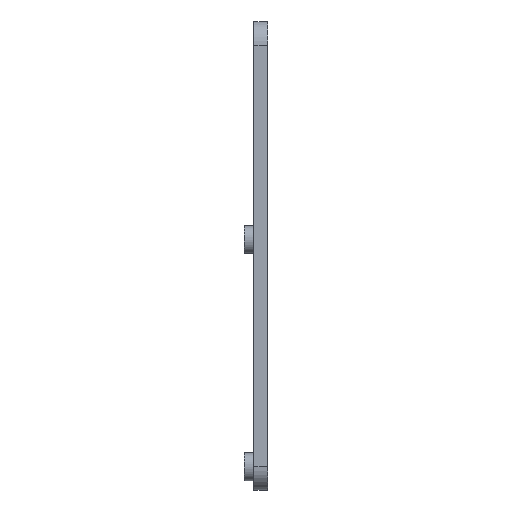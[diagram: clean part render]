
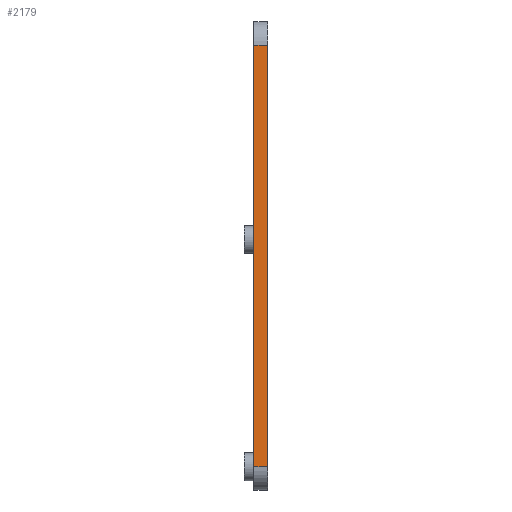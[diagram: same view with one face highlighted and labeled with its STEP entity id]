
A CAD part, left-side view. The second image highlights one B-rep face of the part: STEP entity #2179.
In plain terms, the highlighted planar face has unit normal (-1, 0, 0).
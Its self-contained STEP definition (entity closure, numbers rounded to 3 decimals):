
#10 = ORIENTED_EDGE ( 'NONE', *, *, #1616, .F. ) ;
#38 = LINE ( 'NONE', #1100, #784 ) ;
#144 = CARTESIAN_POINT ( 'NONE',  ( -71., 3., -45.5 ) ) ;
#159 = VERTEX_POINT ( 'NONE', #994 ) ;
#283 = EDGE_CURVE ( 'NONE', #1849, #1171, #1548, .T. ) ;
#392 = CARTESIAN_POINT ( 'NONE',  ( -71., 0., -45.5 ) ) ;
#403 = AXIS2_PLACEMENT_3D ( 'NONE', #1532, #1218, #815 ) ;
#546 = LINE ( 'NONE', #2014, #759 ) ;
#660 = DIRECTION ( 'NONE',  ( 0., 0., 1. ) ) ;
#704 = DIRECTION ( 'NONE',  ( 0., -1., 0. ) ) ;
#759 = VECTOR ( 'NONE', #1463, 1000. ) ;
#784 = VECTOR ( 'NONE', #704, 1000. ) ;
#815 = DIRECTION ( 'NONE',  ( 0., 0., -1. ) ) ;
#868 = DIRECTION ( 'NONE',  ( 0., 0., 1. ) ) ;
#908 = VERTEX_POINT ( 'NONE', #1862 ) ;
#994 = CARTESIAN_POINT ( 'NONE',  ( -71., 3., 45.5 ) ) ;
#1100 = CARTESIAN_POINT ( 'NONE',  ( -71., 3., -45.5 ) ) ;
#1171 = VERTEX_POINT ( 'NONE', #1751 ) ;
#1188 = PLANE ( 'NONE',  #403 ) ;
#1197 = VECTOR ( 'NONE', #868, 1000. ) ;
#1206 = LINE ( 'NONE', #144, #1197 ) ;
#1218 = DIRECTION ( 'NONE',  ( 1., 0., 0. ) ) ;
#1374 = FACE_OUTER_BOUND ( 'NONE', #1880, .T. ) ;
#1412 = EDGE_CURVE ( 'NONE', #908, #1849, #38, .T. ) ;
#1463 = DIRECTION ( 'NONE',  ( 0., -1., 0. ) ) ;
#1532 = CARTESIAN_POINT ( 'NONE',  ( -71., 3., -45.5 ) ) ;
#1548 = LINE ( 'NONE', #2275, #1957 ) ;
#1616 = EDGE_CURVE ( 'NONE', #908, #159, #1206, .T. ) ;
#1628 = ORIENTED_EDGE ( 'NONE', *, *, #283, .T. ) ;
#1751 = CARTESIAN_POINT ( 'NONE',  ( -71., 0., 45.5 ) ) ;
#1849 = VERTEX_POINT ( 'NONE', #392 ) ;
#1861 = ORIENTED_EDGE ( 'NONE', *, *, #2329, .F. ) ;
#1862 = CARTESIAN_POINT ( 'NONE',  ( -71., 3., -45.5 ) ) ;
#1880 = EDGE_LOOP ( 'NONE', ( #1628, #1861, #10, #2219 ) ) ;
#1957 = VECTOR ( 'NONE', #660, 1000. ) ;
#2014 = CARTESIAN_POINT ( 'NONE',  ( -71., 3., 45.5 ) ) ;
#2179 = ADVANCED_FACE ( 'NONE', ( #1374 ), #1188, .F. ) ;
#2219 = ORIENTED_EDGE ( 'NONE', *, *, #1412, .T. ) ;
#2275 = CARTESIAN_POINT ( 'NONE',  ( -71., 0., -45.5 ) ) ;
#2329 = EDGE_CURVE ( 'NONE', #159, #1171, #546, .T. ) ;
